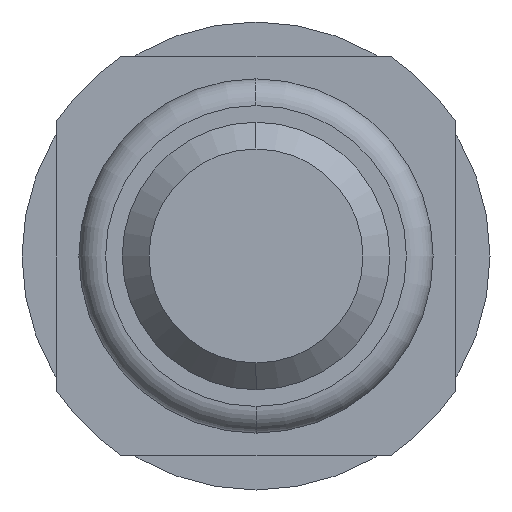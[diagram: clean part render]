
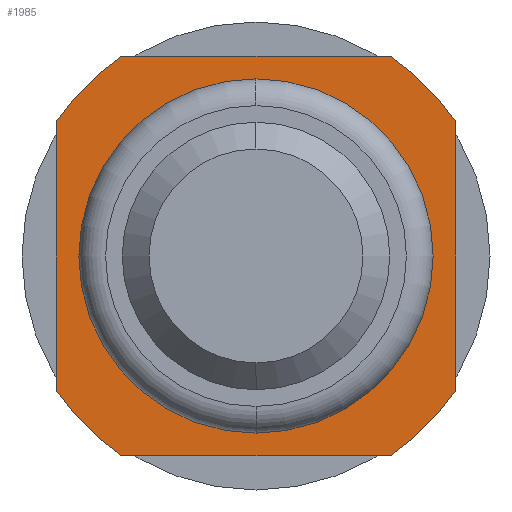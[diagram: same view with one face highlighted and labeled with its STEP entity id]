
A CAD part, front view. The second image highlights one B-rep face of the part: STEP entity #1985.
In plain terms, the highlighted planar face has unit normal (0, -1, 0).
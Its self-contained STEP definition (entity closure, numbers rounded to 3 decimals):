
#46 = EDGE_CURVE ( 'NONE', #3513, #2995, #2824, .T. ) ;
#107 = DIRECTION ( 'NONE',  ( 0., 0., 1. ) ) ;
#199 = VERTEX_POINT ( 'NONE', #908 ) ;
#203 = DIRECTION ( 'NONE',  ( 0., 0., 1. ) ) ;
#219 = CIRCLE ( 'NONE', #1894, 1.8 ) ;
#323 = LINE ( 'NONE', #3004, #1416 ) ;
#353 = CARTESIAN_POINT ( 'NONE',  ( 0., -2., 1.325 ) ) ;
#376 = CARTESIAN_POINT ( 'NONE',  ( 1.8, -2., 0. ) ) ;
#420 = DIRECTION ( 'NONE',  ( 0., 1., 0. ) ) ;
#423 = CARTESIAN_POINT ( 'NONE',  ( 1.495, -2., -1.002 ) ) ;
#444 = VECTOR ( 'NONE', #2064, 1000. ) ;
#467 = EDGE_CURVE ( 'NONE', #3539, #199, #323, .T. ) ;
#501 = CARTESIAN_POINT ( 'NONE',  ( 0., -2., 0. ) ) ;
#502 = CARTESIAN_POINT ( 'NONE',  ( 0., -2., -1.325 ) ) ;
#515 = CARTESIAN_POINT ( 'NONE',  ( 0., -2., 0. ) ) ;
#530 = CARTESIAN_POINT ( 'NONE',  ( 1.002, -2., -1.495 ) ) ;
#540 = EDGE_CURVE ( 'NONE', #2244, #2234, #1674, .T. ) ;
#565 = EDGE_LOOP ( 'NONE', ( #3313, #3198, #2923, #1058, #2863, #2173, #1461, #1435 ) ) ;
#767 = AXIS2_PLACEMENT_3D ( 'NONE', #3577, #3551, #107 ) ;
#808 = DIRECTION ( 'NONE',  ( 0., 1., 0. ) ) ;
#908 = CARTESIAN_POINT ( 'NONE',  ( 1.002, -2., 1.495 ) ) ;
#1026 = FACE_BOUND ( 'NONE', #3009, .T. ) ;
#1058 = ORIENTED_EDGE ( 'NONE', *, *, #2570, .F. ) ;
#1143 = EDGE_CURVE ( 'NONE', #199, #2244, #2512, .T. ) ;
#1176 = DIRECTION ( 'NONE',  ( 0., 1., 0. ) ) ;
#1195 = CARTESIAN_POINT ( 'NONE',  ( -1.495, -2., 0. ) ) ;
#1232 = CARTESIAN_POINT ( 'NONE',  ( -1.002, -2., -1.495 ) ) ;
#1235 = DIRECTION ( 'NONE',  ( 0., 0., -1. ) ) ;
#1416 = VECTOR ( 'NONE', #1890, 1000. ) ;
#1430 = DIRECTION ( 'NONE',  ( 0., 1., 0. ) ) ;
#1435 = ORIENTED_EDGE ( 'NONE', *, *, #2731, .F. ) ;
#1461 = ORIENTED_EDGE ( 'NONE', *, *, #1696, .F. ) ;
#1470 = DIRECTION ( 'NONE',  ( 0., 0., 1. ) ) ;
#1554 = PLANE ( 'NONE',  #3397 ) ;
#1581 = FACE_OUTER_BOUND ( 'NONE', #565, .T. ) ;
#1591 = VERTEX_POINT ( 'NONE', #1232 ) ;
#1611 = ORIENTED_EDGE ( 'NONE', *, *, #3658, .T. ) ;
#1626 = CARTESIAN_POINT ( 'NONE',  ( -1.495, -2., 1.002 ) ) ;
#1674 = LINE ( 'NONE', #2342, #2860 ) ;
#1685 = AXIS2_PLACEMENT_3D ( 'NONE', #2562, #3386, #1709 ) ;
#1696 = EDGE_CURVE ( 'NONE', #2701, #1591, #2644, .T. ) ;
#1709 = DIRECTION ( 'NONE',  ( 0., 0., 1. ) ) ;
#1799 = DIRECTION ( 'NONE',  ( -1., 0., 0. ) ) ;
#1890 = DIRECTION ( 'NONE',  ( 1., 0., 0. ) ) ;
#1894 = AXIS2_PLACEMENT_3D ( 'NONE', #2725, #420, #3569 ) ;
#1922 = AXIS2_PLACEMENT_3D ( 'NONE', #2866, #1176, #1470 ) ;
#1985 = ADVANCED_FACE ( 'NONE', ( #1026, #1581 ), #1554, .F. ) ;
#1987 = AXIS2_PLACEMENT_3D ( 'NONE', #515, #1430, #203 ) ;
#2064 = DIRECTION ( 'NONE',  ( 0., 0., 1. ) ) ;
#2159 = LINE ( 'NONE', #1195, #444 ) ;
#2173 = ORIENTED_EDGE ( 'NONE', *, *, #2594, .F. ) ;
#2234 = VERTEX_POINT ( 'NONE', #423 ) ;
#2240 = CIRCLE ( 'NONE', #2585, 1.8 ) ;
#2244 = VERTEX_POINT ( 'NONE', #2476 ) ;
#2290 = CARTESIAN_POINT ( 'NONE',  ( -1.002, -2., 1.495 ) ) ;
#2327 = CARTESIAN_POINT ( 'NONE',  ( 1.8, -2., -1.495 ) ) ;
#2342 = CARTESIAN_POINT ( 'NONE',  ( 1.495, -2., 0. ) ) ;
#2440 = DIRECTION ( 'NONE',  ( 0., 0., 1. ) ) ;
#2449 = EDGE_CURVE ( 'NONE', #3546, #2659, #2159, .T. ) ;
#2476 = CARTESIAN_POINT ( 'NONE',  ( 1.495, -2., 1.002 ) ) ;
#2512 = CIRCLE ( 'NONE', #767, 1.8 ) ;
#2562 = CARTESIAN_POINT ( 'NONE',  ( 0., -2., 0. ) ) ;
#2570 = EDGE_CURVE ( 'NONE', #2659, #3539, #219, .T. ) ;
#2585 = AXIS2_PLACEMENT_3D ( 'NONE', #501, #808, #3676 ) ;
#2594 = EDGE_CURVE ( 'NONE', #1591, #3546, #2240, .T. ) ;
#2636 = CIRCLE ( 'NONE', #1685, 1.8 ) ;
#2644 = LINE ( 'NONE', #2327, #3657 ) ;
#2659 = VERTEX_POINT ( 'NONE', #1626 ) ;
#2701 = VERTEX_POINT ( 'NONE', #530 ) ;
#2725 = CARTESIAN_POINT ( 'NONE',  ( 0., -2., 0. ) ) ;
#2731 = EDGE_CURVE ( 'NONE', #2234, #2701, #2636, .T. ) ;
#2824 = CIRCLE ( 'NONE', #1987, 1.325 ) ;
#2860 = VECTOR ( 'NONE', #1235, 1000. ) ;
#2863 = ORIENTED_EDGE ( 'NONE', *, *, #2449, .F. ) ;
#2866 = CARTESIAN_POINT ( 'NONE',  ( 0., -2., 0. ) ) ;
#2921 = ORIENTED_EDGE ( 'NONE', *, *, #46, .T. ) ;
#2923 = ORIENTED_EDGE ( 'NONE', *, *, #467, .F. ) ;
#2995 = VERTEX_POINT ( 'NONE', #353 ) ;
#3004 = CARTESIAN_POINT ( 'NONE',  ( 1.8, -2., 1.495 ) ) ;
#3009 = EDGE_LOOP ( 'NONE', ( #1611, #2921 ) ) ;
#3198 = ORIENTED_EDGE ( 'NONE', *, *, #1143, .F. ) ;
#3249 = DIRECTION ( 'NONE',  ( 0., 1., 0. ) ) ;
#3313 = ORIENTED_EDGE ( 'NONE', *, *, #540, .F. ) ;
#3317 = CIRCLE ( 'NONE', #1922, 1.325 ) ;
#3386 = DIRECTION ( 'NONE',  ( 0., 1., 0. ) ) ;
#3397 = AXIS2_PLACEMENT_3D ( 'NONE', #376, #3249, #2440 ) ;
#3410 = CARTESIAN_POINT ( 'NONE',  ( -1.495, -2., -1.002 ) ) ;
#3513 = VERTEX_POINT ( 'NONE', #502 ) ;
#3539 = VERTEX_POINT ( 'NONE', #2290 ) ;
#3546 = VERTEX_POINT ( 'NONE', #3410 ) ;
#3551 = DIRECTION ( 'NONE',  ( 0., 1., 0. ) ) ;
#3569 = DIRECTION ( 'NONE',  ( 0., 0., 1. ) ) ;
#3577 = CARTESIAN_POINT ( 'NONE',  ( 0., -2., 0. ) ) ;
#3657 = VECTOR ( 'NONE', #1799, 1000. ) ;
#3658 = EDGE_CURVE ( 'NONE', #2995, #3513, #3317, .T. ) ;
#3676 = DIRECTION ( 'NONE',  ( 0., 0., 1. ) ) ;
